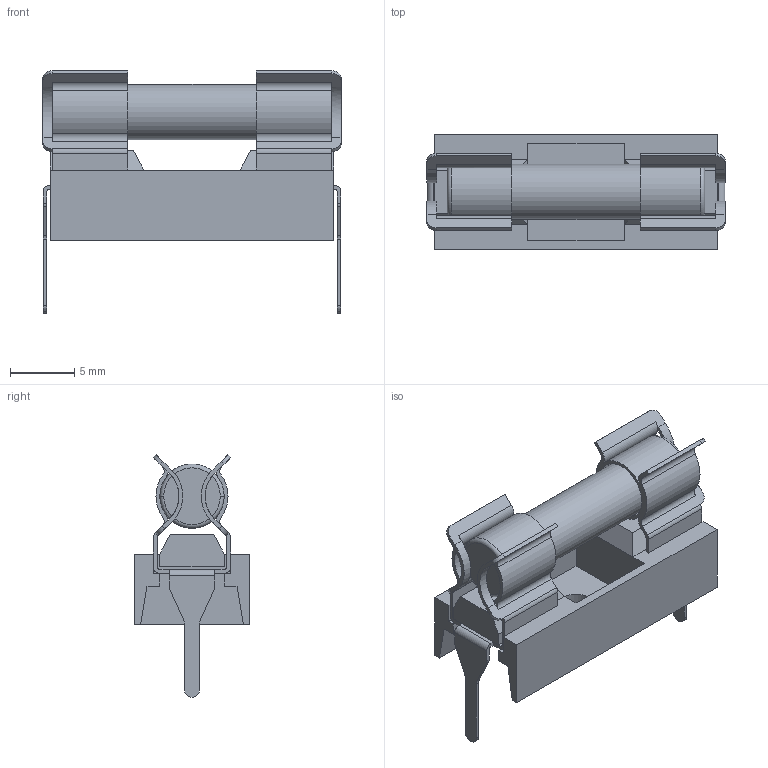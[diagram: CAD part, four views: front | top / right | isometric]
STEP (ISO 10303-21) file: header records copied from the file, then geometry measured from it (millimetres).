
FILE_DESCRIPTION(('FreeCAD Model'),'2;1');
FILE_NAME('x_Fuse_Holder.step','2018-03-16T18:34:30',('Author'),(''), 'Open CASCADE STEP processor 6.8','FreeCAD','Unknown');
FILE_SCHEMA(('AUTOMOTIVE_DESIGN { 1 0 10303 214 1 1 1 1 }'));
Length unit declared in the file: millimetre
Products named in the file (1): x3d_Fuse_Holder002
Bounding box: 23.16 x 9 x 18.85 mm (x, y, z)
Volume: 282.6 mm3; surface area: 2171 mm2
Topology: 1 solids, 2 shells, 220 faces, 663 edges, 438 vertices
Faces by surface type: plane 138, cylinder 78, torus 4
Full cylindrical faces by diameter (mm): 0.2 x1, 3 x1, 4.3 x1, 4.5 x1
Entity records: 25090 total; most frequent: CARTESIAN_POINT 12717, DIRECTION 2140, ORIENTED_EDGE 1332, PCURVE 1324, DEFINITIONAL_REPRESENTATION 1324, LINE 1166, VECTOR 1166, EDGE_CURVE 663
